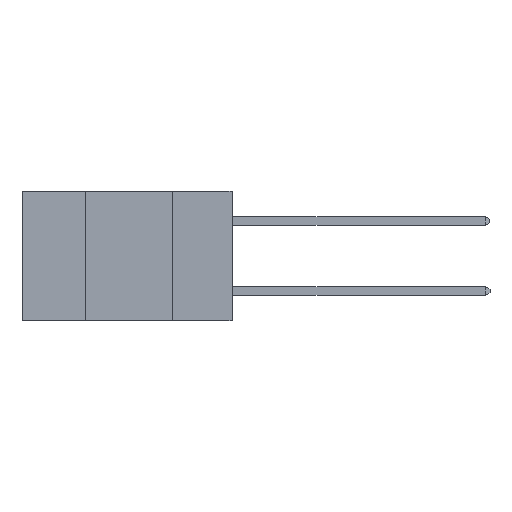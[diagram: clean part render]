
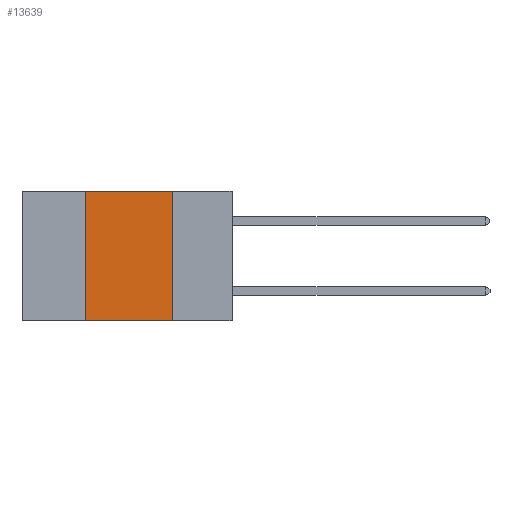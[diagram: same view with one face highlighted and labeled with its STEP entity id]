
A CAD part, left-side view. The second image highlights one B-rep face of the part: STEP entity #13639.
In plain terms, the highlighted planar face has unit normal (-1, 0, 0).
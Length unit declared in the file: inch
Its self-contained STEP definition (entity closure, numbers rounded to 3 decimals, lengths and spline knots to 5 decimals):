
#197 = DIRECTION ( 'NONE',  ( 1., 0., 0. ) ) ;
#651 = ORIENTED_EDGE ( 'NONE', *, *, #5522, .F. ) ;
#1814 = LINE ( 'NONE', #4712, #8517 ) ;
#2908 = ORIENTED_EDGE ( 'NONE', *, *, #5915, .F. ) ;
#4082 = DIRECTION ( 'NONE',  ( 0., -1., 0. ) ) ;
#4085 = AXIS2_PLACEMENT_3D ( 'NONE', #13176, #197, #9440 ) ;
#4098 = EDGE_CURVE ( 'NONE', #7423, #12146, #1814, .T. ) ;
#4632 = DIRECTION ( 'NONE',  ( 0., 0., 1. ) ) ;
#4712 = CARTESIAN_POINT ( 'NONE',  ( 0., 0.42, 0. ) ) ;
#4771 = VECTOR ( 'NONE', #15072, 39.37008 ) ;
#5522 = EDGE_CURVE ( 'NONE', #12146, #12537, #5821, .T. ) ;
#5821 = LINE ( 'NONE', #6714, #15217 ) ;
#5915 = EDGE_CURVE ( 'NONE', #12537, #16731, #9597, .T. ) ;
#6714 = CARTESIAN_POINT ( 'NONE',  ( 0., 0.6, 0. ) ) ;
#7423 = VERTEX_POINT ( 'NONE', #12814 ) ;
#7826 = ORIENTED_EDGE ( 'NONE', *, *, #4098, .F. ) ;
#8045 = ORIENTED_EDGE ( 'NONE', *, *, #13906, .T. ) ;
#8401 = EDGE_LOOP ( 'NONE', ( #2908, #651, #7826, #8045 ) ) ;
#8517 = VECTOR ( 'NONE', #4632, 39.37008 ) ;
#9440 = DIRECTION ( 'NONE',  ( 0., 0., -1. ) ) ;
#9597 = LINE ( 'NONE', #13862, #12569 ) ;
#12146 = VERTEX_POINT ( 'NONE', #15185 ) ;
#12537 = VERTEX_POINT ( 'NONE', #14830 ) ;
#12569 = VECTOR ( 'NONE', #16488, 39.37008 ) ;
#12814 = CARTESIAN_POINT ( 'NONE',  ( 0., 0.42, -0.37 ) ) ;
#13176 = CARTESIAN_POINT ( 'NONE',  ( 0., 0.6, 0. ) ) ;
#13639 = ADVANCED_FACE ( 'NONE', ( #15655 ), #15820, .F. ) ;
#13732 = CARTESIAN_POINT ( 'NONE',  ( 0., 0.6, -0.37 ) ) ;
#13862 = CARTESIAN_POINT ( 'NONE',  ( 0., 0.17, 0. ) ) ;
#13906 = EDGE_CURVE ( 'NONE', #7423, #16731, #15026, .T. ) ;
#14485 = CARTESIAN_POINT ( 'NONE',  ( 0., 0.17, -0.37 ) ) ;
#14830 = CARTESIAN_POINT ( 'NONE',  ( 0., 0.17, 0. ) ) ;
#15026 = LINE ( 'NONE', #13732, #4771 ) ;
#15072 = DIRECTION ( 'NONE',  ( 0., -1., 0. ) ) ;
#15185 = CARTESIAN_POINT ( 'NONE',  ( 0., 0.42, 0. ) ) ;
#15217 = VECTOR ( 'NONE', #4082, 39.37008 ) ;
#15655 = FACE_OUTER_BOUND ( 'NONE', #8401, .T. ) ;
#15820 = PLANE ( 'NONE',  #4085 ) ;
#16488 = DIRECTION ( 'NONE',  ( 0., 0., -1. ) ) ;
#16731 = VERTEX_POINT ( 'NONE', #14485 ) ;
